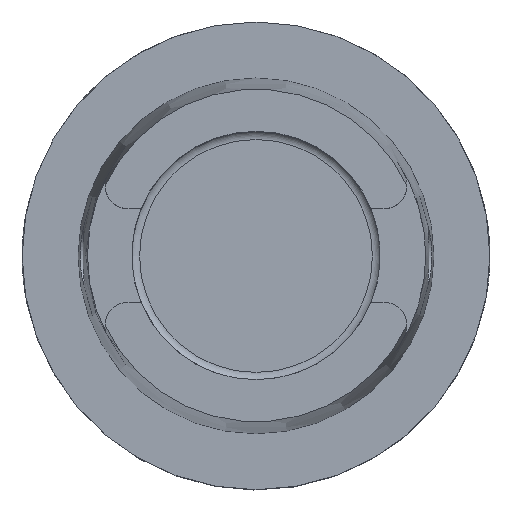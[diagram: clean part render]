
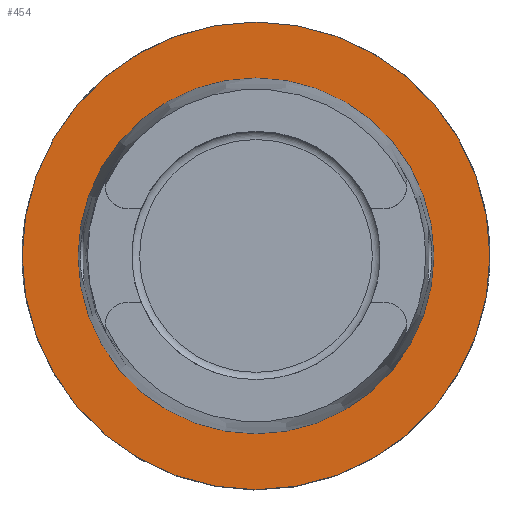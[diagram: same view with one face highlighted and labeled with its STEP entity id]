
A CAD part, top view. The second image highlights one B-rep face of the part: STEP entity #454.
In plain terms, the highlighted planar face has unit normal (0, 0, 1).
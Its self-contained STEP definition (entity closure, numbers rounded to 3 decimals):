
#311=PLANE('',#1871);
#454=ADVANCED_FACE('',(#589,#590),#311,.F.);
#589=FACE_BOUND('',#692,.T.);
#590=FACE_BOUND('',#693,.T.);
#692=EDGE_LOOP('',(#964));
#693=EDGE_LOOP('',(#965));
#964=ORIENTED_EDGE('',*,*,#1462,.F.);
#965=ORIENTED_EDGE('',*,*,#1539,.T.);
#1288=VERTEX_POINT('',#2711);
#1343=VERTEX_POINT('',#2997);
#1462=EDGE_CURVE('',#1288,#1288,#1663,.T.);
#1539=EDGE_CURVE('',#1343,#1343,#1687,.T.);
#1663=CIRCLE('',#1826,49.965);
#1687=CIRCLE('',#1869,38.008);
#1826=AXIS2_PLACEMENT_3D('',#2710,#2134,#2135);
#1869=AXIS2_PLACEMENT_3D('',#2996,#2250,#2251);
#1871=AXIS2_PLACEMENT_3D('',#2999,#2254,#2255);
#2134=DIRECTION('',(0.,0.,-1.));
#2135=DIRECTION('',(1.,0.,0.));
#2250=DIRECTION('',(0.,0.,-1.));
#2251=DIRECTION('',(1.,0.,0.));
#2254=DIRECTION('',(0.,0.,-1.));
#2255=DIRECTION('',(1.,0.,0.));
#2710=CARTESIAN_POINT('',(0.,0.,0.));
#2711=CARTESIAN_POINT('',(49.965,0.,0.));
#2996=CARTESIAN_POINT('',(0.,0.,0.));
#2997=CARTESIAN_POINT('',(38.008,0.,0.));
#2999=CARTESIAN_POINT('',(0.,-39.062,0.));
